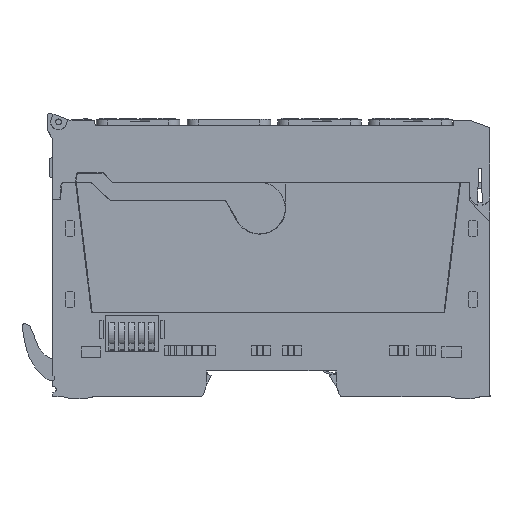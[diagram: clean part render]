
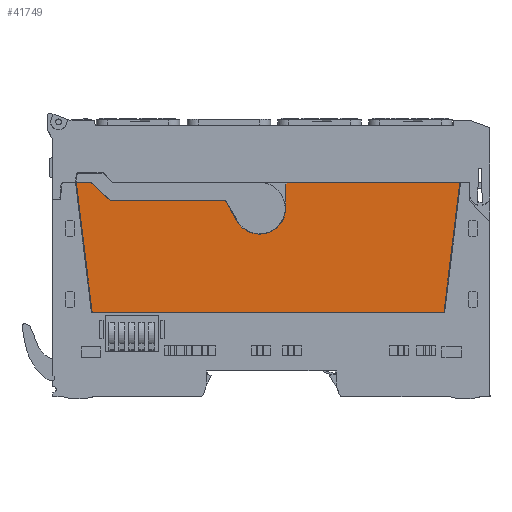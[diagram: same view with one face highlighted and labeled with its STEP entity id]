
A CAD part, left-side view. The second image highlights one B-rep face of the part: STEP entity #41749.
In plain terms, the highlighted planar face has unit normal (-1, 0, 0).
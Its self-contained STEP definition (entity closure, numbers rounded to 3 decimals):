
#1449=AXIS2_PLACEMENT_3D('Plane Axis2P3D',#1446,#1447,#1448) ;
#27683=AXIS2_PLACEMENT_3D('Circle Axis2P3D',#27681,#27682,$) ;
#27733=AXIS2_PLACEMENT_3D('Circle Axis2P3D',#27731,#27732,$) ;
#27808=AXIS2_PLACEMENT_3D('Circle Axis2P3D',#27806,#27807,$) ;
#1446=CARTESIAN_POINT('Axis2P3D Location',(0.,118.817,0.6)) ;
#27513=CARTESIAN_POINT('Vertex',(0.,55.85,52.075)) ;
#27516=CARTESIAN_POINT('Line Origine',(0.,55.85,55.325)) ;
#27520=CARTESIAN_POINT('Vertex',(0.,55.85,58.575)) ;
#27541=CARTESIAN_POINT('Line Origine',(0.,55.6,58.825)) ;
#27545=CARTESIAN_POINT('Vertex',(0.,55.35,59.075)) ;
#27561=CARTESIAN_POINT('Line Origine',(0.,31.799,59.075)) ;
#27565=CARTESIAN_POINT('Vertex',(0.,8.248,59.075)) ;
#27586=CARTESIAN_POINT('Line Origine',(0.,10.421,41.375)) ;
#27590=CARTESIAN_POINT('Vertex',(0.,12.595,23.675)) ;
#27611=CARTESIAN_POINT('Line Origine',(0.,60.65,23.675)) ;
#27615=CARTESIAN_POINT('Vertex',(0.,108.705,23.675)) ;
#27636=CARTESIAN_POINT('Line Origine',(0.,110.879,41.375)) ;
#27640=CARTESIAN_POINT('Vertex',(0.,113.052,59.075)) ;
#27656=CARTESIAN_POINT('Line Origine',(0.,111.224,59.075)) ;
#27660=CARTESIAN_POINT('Vertex',(0.,109.396,59.075)) ;
#27681=CARTESIAN_POINT('Axis2P3D Location',(0.,109.396,58.075)) ;
#27685=CARTESIAN_POINT('Vertex',(0.,108.688,58.782)) ;
#27706=CARTESIAN_POINT('Line Origine',(0.,106.76,56.853)) ;
#27710=CARTESIAN_POINT('Vertex',(0.,104.831,54.924)) ;
#27731=CARTESIAN_POINT('Axis2P3D Location',(0.,102.78,56.975)) ;
#27735=CARTESIAN_POINT('Vertex',(0.,102.78,54.075)) ;
#27756=CARTESIAN_POINT('Line Origine',(0.,87.542,54.075)) ;
#27760=CARTESIAN_POINT('Vertex',(0.,72.303,54.075)) ;
#27781=CARTESIAN_POINT('Line Origine',(0.,70.701,51.3)) ;
#27785=CARTESIAN_POINT('Vertex',(0.,69.099,48.525)) ;
#27806=CARTESIAN_POINT('Axis2P3D Location',(0.,62.95,52.075)) ;
#1447=DIRECTION('Axis2P3D Direction',(1.,0.,0.)) ;
#1448=DIRECTION('Axis2P3D XDirection',(0.,-1.,0.)) ;
#27517=DIRECTION('Vector Direction',(0.,0.,1.)) ;
#27542=DIRECTION('Vector Direction',(0.,-0.707,0.707)) ;
#27562=DIRECTION('Vector Direction',(0.,-1.,0.)) ;
#27587=DIRECTION('Vector Direction',(0.,0.122,-0.993)) ;
#27612=DIRECTION('Vector Direction',(0.,1.,0.)) ;
#27637=DIRECTION('Vector Direction',(0.,0.122,0.993)) ;
#27657=DIRECTION('Vector Direction',(0.,-1.,0.)) ;
#27682=DIRECTION('Axis2P3D Direction',(-1.,0.,0.)) ;
#27707=DIRECTION('Vector Direction',(0.,-0.707,-0.707)) ;
#27732=DIRECTION('Axis2P3D Direction',(-1.,0.,0.)) ;
#27757=DIRECTION('Vector Direction',(0.,-1.,0.)) ;
#27782=DIRECTION('Vector Direction',(0.,-0.5,-0.866)) ;
#27807=DIRECTION('Axis2P3D Direction',(-1.,0.,0.)) ;
#27518=VECTOR('Line Direction',#27517,1.) ;
#27543=VECTOR('Line Direction',#27542,1.) ;
#27563=VECTOR('Line Direction',#27562,1.) ;
#27588=VECTOR('Line Direction',#27587,1.) ;
#27613=VECTOR('Line Direction',#27612,1.) ;
#27638=VECTOR('Line Direction',#27637,1.) ;
#27658=VECTOR('Line Direction',#27657,1.) ;
#27708=VECTOR('Line Direction',#27707,1.) ;
#27758=VECTOR('Line Direction',#27757,1.) ;
#27783=VECTOR('Line Direction',#27782,1.) ;
#41735=ORIENTED_EDGE('',*,*,#27592,.T.) ;
#41736=ORIENTED_EDGE('',*,*,#27567,.T.) ;
#41737=ORIENTED_EDGE('',*,*,#27547,.T.) ;
#41738=ORIENTED_EDGE('',*,*,#27522,.T.) ;
#41739=ORIENTED_EDGE('',*,*,#27810,.T.) ;
#41740=ORIENTED_EDGE('',*,*,#27787,.T.) ;
#41741=ORIENTED_EDGE('',*,*,#27762,.T.) ;
#41742=ORIENTED_EDGE('',*,*,#27737,.T.) ;
#41743=ORIENTED_EDGE('',*,*,#27712,.T.) ;
#41744=ORIENTED_EDGE('',*,*,#27687,.T.) ;
#41745=ORIENTED_EDGE('',*,*,#27662,.T.) ;
#41746=ORIENTED_EDGE('',*,*,#27642,.T.) ;
#41747=ORIENTED_EDGE('',*,*,#27617,.T.) ;
#41749=ADVANCED_FACE('Modul',(#41748),#1450,.F.) ;
#27684=CIRCLE('generated circle',#27683,1.) ;
#27734=CIRCLE('generated circle',#27733,2.9) ;
#27809=CIRCLE('generated circle',#27808,7.1) ;
#27522=EDGE_CURVE('',#27521,#27514,#27519,.F.) ;
#27547=EDGE_CURVE('',#27546,#27521,#27544,.F.) ;
#27567=EDGE_CURVE('',#27566,#27546,#27564,.F.) ;
#27592=EDGE_CURVE('',#27591,#27566,#27589,.F.) ;
#27617=EDGE_CURVE('',#27616,#27591,#27614,.F.) ;
#27642=EDGE_CURVE('',#27641,#27616,#27639,.F.) ;
#27662=EDGE_CURVE('',#27661,#27641,#27659,.F.) ;
#27687=EDGE_CURVE('',#27686,#27661,#27684,.T.) ;
#27712=EDGE_CURVE('',#27711,#27686,#27709,.F.) ;
#27737=EDGE_CURVE('',#27736,#27711,#27734,.F.) ;
#27762=EDGE_CURVE('',#27761,#27736,#27759,.F.) ;
#27787=EDGE_CURVE('',#27786,#27761,#27784,.F.) ;
#27810=EDGE_CURVE('',#27514,#27786,#27809,.F.) ;
#41734=EDGE_LOOP('',(#41735,#41736,#41737,#41738,#41739,#41740,#41741,#41742,#41743,#41744,#41745,#41746,#41747)) ;
#41748=FACE_OUTER_BOUND('',#41734,.T.) ;
#27519=LINE('Line',#27516,#27518) ;
#27544=LINE('Line',#27541,#27543) ;
#27564=LINE('Line',#27561,#27563) ;
#27589=LINE('Line',#27586,#27588) ;
#27614=LINE('Line',#27611,#27613) ;
#27639=LINE('Line',#27636,#27638) ;
#27659=LINE('Line',#27656,#27658) ;
#27709=LINE('Line',#27706,#27708) ;
#27759=LINE('Line',#27756,#27758) ;
#27784=LINE('Line',#27781,#27783) ;
#1450=PLANE('',#1449) ;
#27514=VERTEX_POINT('',#27513) ;
#27521=VERTEX_POINT('',#27520) ;
#27546=VERTEX_POINT('',#27545) ;
#27566=VERTEX_POINT('',#27565) ;
#27591=VERTEX_POINT('',#27590) ;
#27616=VERTEX_POINT('',#27615) ;
#27641=VERTEX_POINT('',#27640) ;
#27661=VERTEX_POINT('',#27660) ;
#27686=VERTEX_POINT('',#27685) ;
#27711=VERTEX_POINT('',#27710) ;
#27736=VERTEX_POINT('',#27735) ;
#27761=VERTEX_POINT('',#27760) ;
#27786=VERTEX_POINT('',#27785) ;
